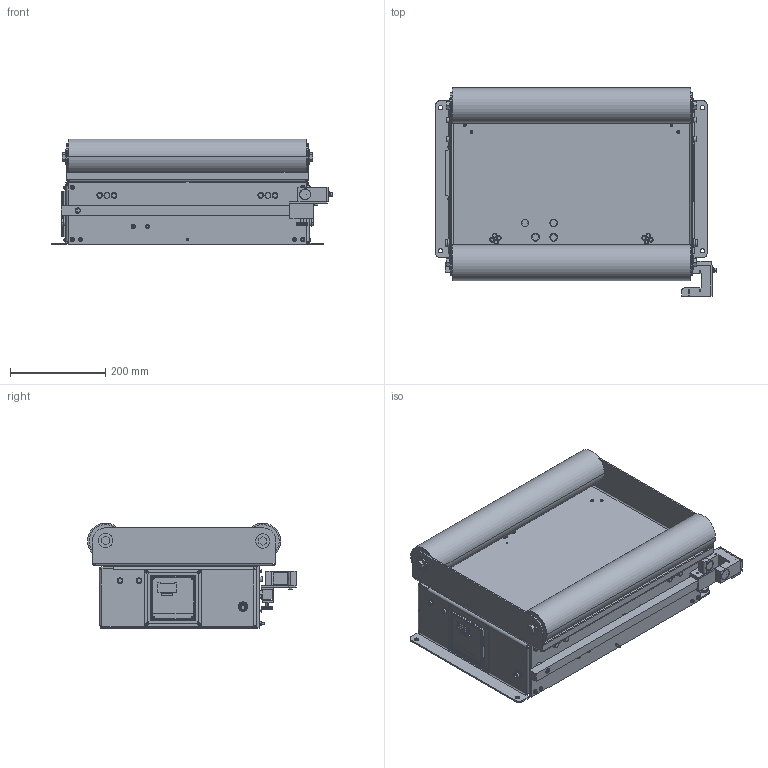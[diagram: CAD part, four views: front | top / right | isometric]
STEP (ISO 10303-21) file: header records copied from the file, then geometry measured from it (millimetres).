
FILE_DESCRIPTION((''),'2;1');
FILE_NAME('50352.stp','2010-06-24T15:29:55',(''),(''),'Mechanical Desktop 2007','Mechanical Desktop 2007',', , ');
FILE_SCHEMA(('CONFIG_CONTROL_DESIGN'));
Length unit declared in the file: millimetre
Products named in the file (169): K50352; K49783; K49784; TEIL1AAAAAAAAAA; SCHWEISSBOLZEN_M4X12A; SCHWEISSBOLZEN_M4X12AA; K49787A; K49787; K0203062; K0203062A; K49784|AVE_RENDER; K49784|AVE_GLOBAL; K49784|RM_SDB; K49785; TEIL1AAAAAAAAAAAAAAA; SCHWEISSBOLZEN_M4X12; K49785|AVE_RENDER; K49785|AVE_GLOBAL; K49785|RM_SDB; I-6KT_SCHRAUBE_M4X12A; I-6KT_SCHRAUBE_M4X12AA; U-SCHEIBE_M4; U-SCHEIBE_M4AA; K49786; TEIL1; K9901192; K0408241; GLEITLAGERBOCK_D15OHNE_KUGEL; RADIAL_GLEITLAGER_GE17UK; TEIL1AA; TEIL2AAA; Radial_Gleitlager_GE17UK|AVE_RENDER; Radial_Gleitlager_GE17UK|AVE_GLOBAL; Radial_Gleitlager_GE17UK|RM_SDB; ZYLSTIFT4X12; ZYLSTIFT4X12A; I-6KT_SCHRAUBE_M6X12A; I-6KT_SCHRAUBE_M6X12; U-SCHEIBE_M6A; U-SCHEIBE_M6 ...
Assembly tree (345 placements, depth 5):
  K50352
    K49783
      K49784
        TEIL1AAAAAAAAAA
        SCHWEISSBOLZEN_M4X12A
          SCHWEISSBOLZEN_M4X12AA
        K49787A
          K49787
        K0203062
          K0203062A
        K49784|AVE_RENDER  x8
        K49784|AVE_GLOBAL
        K49784|RM_SDB  x3
      K49785
        TEIL1AAAAAAAAAAAAAAA
        SCHWEISSBOLZEN_M4X12  x2
          SCHWEISSBOLZEN_M4X12AA
        K49785|AVE_RENDER  x8
        K49785|AVE_GLOBAL
        K49785|RM_SDB  x3
      I-6KT_SCHRAUBE_M4X12A  x6
        I-6KT_SCHRAUBE_M4X12AA
      U-SCHEIBE_M4  x6
        U-SCHEIBE_M4AA
    K49786
      TEIL1
    K9901192
      K0408241
        GLEITLAGERBOCK_D15OHNE_KUGEL
      RADIAL_GLEITLAGER_GE17UK
        TEIL1AA
        TEIL2AAA
        Radial_Gleitlager_GE17UK|AVE_RENDER  x8
        Radial_Gleitlager_GE17UK|AVE_GLOBAL
        Radial_Gleitlager_GE17UK|RM_SDB  x3
      ZYLSTIFT4X12
        ZYLSTIFT4X12A
    I-6KT_SCHRAUBE_M6X12A  x10
      I-6KT_SCHRAUBE_M6X12
    U-SCHEIBE_M6A  x12
      U-SCHEIBE_M6
    ZYLSTIFT4X12AA
      ZYLSTIFT4X12A
    NUTMUTTER_M17X1
      TEIL1AAAAAAAAAAAAAA
    6KT-SCHRAUBE_M6X16A  x2
      6KT-SCHRAUBE_M6X16
    6KT-SCHRAUBE_M8X35  x3
      6KT-SCHRAUBE_M8X35A
    6KT-SCHRAUBE_M8X30A
      6KT-SCHRAUBE_M8X30
    U-SCHEIBE_M8A  x4
      U-SCHEIBE_M8
    K49918  x2
      K49788
        TEIL1AAAAAA
        TEIL2AAAA  x2
      K49592A
        K49592
      RILLENKUGELLAGER_6202A
Bounding box: 589.1 x 438 x 222 mm (x, y, z)
Volume: 3961965.6 mm3; surface area: 2398706 mm2
Topology: 170 solids, 172 shells, 6004 faces, 15766 edges, 10364 vertices
Faces by surface type: plane 3677, cylinder 1851, cone 298, torus 106, bspline 62, sphere 10
Entity records: 115554 total; most frequent: CARTESIAN_POINT 23652, ORIENTED_EDGE 18866, DIRECTION 18511, EDGE_CURVE 9433, VECTOR 6197, LINE 6197, VERTEX_POINT 6170, AXIS2_PLACEMENT_3D 6157
